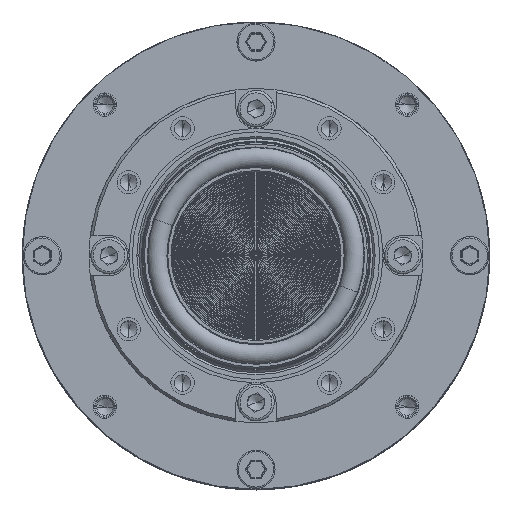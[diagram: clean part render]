
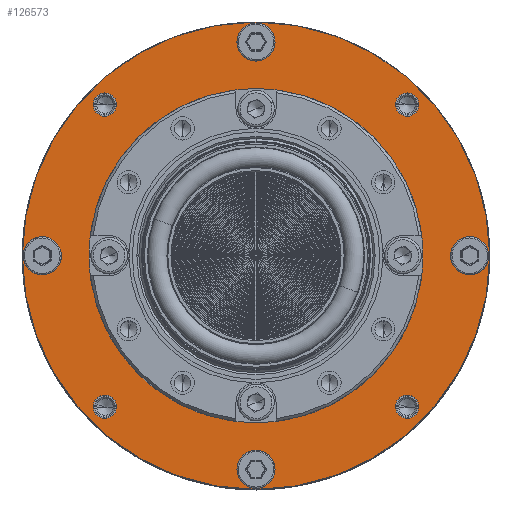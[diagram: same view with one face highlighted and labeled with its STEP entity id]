
A CAD part, top view. The second image highlights one B-rep face of the part: STEP entity #126573.
In plain terms, the highlighted planar face has unit normal (0, 0, 1).
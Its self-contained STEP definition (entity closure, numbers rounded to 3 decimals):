
#23361=CARTESIAN_POINT('',(0.,0.,28.1));
#23362=DIRECTION('',(0.,0.,-1.));
#23363=DIRECTION('',(1.,0.,0.));
#23364=AXIS2_PLACEMENT_3D('',#23361,#23362,#23363);
#23366=CARTESIAN_POINT('',(0.,0.,28.1));
#23367=DIRECTION('',(0.,0.,-1.));
#23368=DIRECTION('',(0.,-1.,0.));
#23369=AXIS2_PLACEMENT_3D('',#23366,#23367,#23368);
#23371=CARTESIAN_POINT('',(0.,0.,28.1));
#23372=DIRECTION('',(0.,0.,-1.));
#23373=DIRECTION('',(-1.,0.,0.));
#23374=AXIS2_PLACEMENT_3D('',#23371,#23372,#23373);
#23376=CARTESIAN_POINT('',(0.,0.,28.1));
#23377=DIRECTION('',(0.,0.,-1.));
#23378=DIRECTION('',(0.,1.,0.));
#23379=AXIS2_PLACEMENT_3D('',#23376,#23377,#23378);
#23381=CARTESIAN_POINT('',(-22.627,22.627,
28.1));
#23382=DIRECTION('',(0.,0.,1.));
#23383=DIRECTION('',(0.,1.,0.));
#23384=AXIS2_PLACEMENT_3D('',#23381,#23382,#23383);
#23386=CARTESIAN_POINT('',(-22.627,22.627,
28.1));
#23387=DIRECTION('',(0.,0.,1.));
#23388=DIRECTION('',(0.,-1.,0.));
#23389=AXIS2_PLACEMENT_3D('',#23386,#23387,#23388);
#23391=CARTESIAN_POINT('',(-22.627,-22.627,
28.1));
#23392=DIRECTION('',(0.,0.,1.));
#23393=DIRECTION('',(0.,1.,0.));
#23394=AXIS2_PLACEMENT_3D('',#23391,#23392,#23393);
#23396=CARTESIAN_POINT('',(-22.627,-22.627,
28.1));
#23397=DIRECTION('',(0.,0.,1.));
#23398=DIRECTION('',(0.,-1.,0.));
#23399=AXIS2_PLACEMENT_3D('',#23396,#23397,#23398);
#23401=CARTESIAN_POINT('',(22.627,-22.627,
28.1));
#23402=DIRECTION('',(0.,0.,1.));
#23403=DIRECTION('',(0.,1.,0.));
#23404=AXIS2_PLACEMENT_3D('',#23401,#23402,#23403);
#23406=CARTESIAN_POINT('',(22.627,-22.627,
28.1));
#23407=DIRECTION('',(0.,0.,1.));
#23408=DIRECTION('',(0.,-1.,0.));
#23409=AXIS2_PLACEMENT_3D('',#23406,#23407,#23408);
#23411=CARTESIAN_POINT('',(22.627,22.627,28.1));
#23412=DIRECTION('',(0.,0.,1.));
#23413=DIRECTION('',(0.,1.,0.));
#23414=AXIS2_PLACEMENT_3D('',#23411,#23412,#23413);
#23416=CARTESIAN_POINT('',(22.627,22.627,28.1));
#23417=DIRECTION('',(0.,0.,1.));
#23418=DIRECTION('',(0.,-1.,0.));
#23419=AXIS2_PLACEMENT_3D('',#23416,#23417,#23418);
#23421=CARTESIAN_POINT('',(0.,0.,28.1));
#23422=DIRECTION('',(0.,0.,1.));
#23423=DIRECTION('',(0.,1.,0.));
#23424=AXIS2_PLACEMENT_3D('',#23421,#23422,#23423);
#23426=CARTESIAN_POINT('',(0.,0.,28.1));
#23427=DIRECTION('',(0.,0.,1.));
#23428=DIRECTION('',(0.,-1.,0.));
#23429=AXIS2_PLACEMENT_3D('',#23426,#23427,#23428);
#23431=CARTESIAN_POINT('',(32.,0.,28.1));
#23432=DIRECTION('',(0.,0.,1.));
#23433=DIRECTION('',(-1.,0.,0.));
#23434=AXIS2_PLACEMENT_3D('',#23431,#23432,#23433);
#23436=CARTESIAN_POINT('',(32.,0.,28.1));
#23437=DIRECTION('',(0.,0.,1.));
#23438=DIRECTION('',(1.,0.,0.));
#23439=AXIS2_PLACEMENT_3D('',#23436,#23437,#23438);
#23441=CARTESIAN_POINT('',(0.,32.,28.1));
#23442=DIRECTION('',(0.,0.,1.));
#23443=DIRECTION('',(0.,-1.,0.));
#23444=AXIS2_PLACEMENT_3D('',#23441,#23442,#23443);
#23446=CARTESIAN_POINT('',(0.,32.,28.1));
#23447=DIRECTION('',(0.,0.,1.));
#23448=DIRECTION('',(0.,1.,0.));
#23449=AXIS2_PLACEMENT_3D('',#23446,#23447,#23448);
#23451=CARTESIAN_POINT('',(-32.,0.,28.1));
#23452=DIRECTION('',(0.,0.,1.));
#23453=DIRECTION('',(1.,0.,0.));
#23454=AXIS2_PLACEMENT_3D('',#23451,#23452,#23453);
#23456=CARTESIAN_POINT('',(-32.,0.,28.1));
#23457=DIRECTION('',(0.,0.,1.));
#23458=DIRECTION('',(-1.,0.,0.));
#23459=AXIS2_PLACEMENT_3D('',#23456,#23457,#23458);
#23461=CARTESIAN_POINT('',(0.,-32.,28.1));
#23462=DIRECTION('',(0.,0.,1.));
#23463=DIRECTION('',(0.,1.,0.));
#23464=AXIS2_PLACEMENT_3D('',#23461,#23462,#23463);
#23466=CARTESIAN_POINT('',(0.,-32.,28.1));
#23467=DIRECTION('',(0.,0.,1.));
#23468=DIRECTION('',(0.,-1.,0.));
#23469=AXIS2_PLACEMENT_3D('',#23466,#23467,#23468);
#79599=CARTESIAN_POINT('',(-35.,0.,28.1));
#79600=VERTEX_POINT('',#79599);
#79601=CARTESIAN_POINT('',(0.,-35.,28.1));
#79602=VERTEX_POINT('',#79601);
#79603=CARTESIAN_POINT('',(35.,0.,28.1));
#79604=VERTEX_POINT('',#79603);
#79609=CARTESIAN_POINT('',(0.,35.,28.1));
#79610=VERTEX_POINT('',#79609);
#79611=CARTESIAN_POINT('',(-22.627,24.377,
28.1));
#79612=CARTESIAN_POINT('',(-22.627,20.877,
28.1));
#79613=VERTEX_POINT('',#79611);
#79614=VERTEX_POINT('',#79612);
#79615=CARTESIAN_POINT('',(-22.627,-20.877,
28.1));
#79616=CARTESIAN_POINT('',(-22.627,-24.377,
28.1));
#79617=VERTEX_POINT('',#79615);
#79618=VERTEX_POINT('',#79616);
#79619=CARTESIAN_POINT('',(22.627,-20.877,
28.1));
#79620=CARTESIAN_POINT('',(22.627,-24.377,
28.1));
#79621=VERTEX_POINT('',#79619);
#79622=VERTEX_POINT('',#79620);
#79623=CARTESIAN_POINT('',(22.627,24.377,28.1));
#79624=CARTESIAN_POINT('',(22.627,20.877,28.1));
#79625=VERTEX_POINT('',#79623);
#79626=VERTEX_POINT('',#79624);
#79627=CARTESIAN_POINT('',(0.,24.5,28.1));
#79628=CARTESIAN_POINT('',(0.,-24.5,28.1));
#79629=VERTEX_POINT('',#79627);
#79630=VERTEX_POINT('',#79628);
#79631=CARTESIAN_POINT('',(29.25,0.,28.1));
#79632=CARTESIAN_POINT('',(34.75,0.,28.1));
#79633=VERTEX_POINT('',#79631);
#79634=VERTEX_POINT('',#79632);
#79635=CARTESIAN_POINT('',(0.,29.25,28.1));
#79636=CARTESIAN_POINT('',(0.,34.75,28.1));
#79637=VERTEX_POINT('',#79635);
#79638=VERTEX_POINT('',#79636);
#79639=CARTESIAN_POINT('',(-29.25,0.,28.1));
#79640=CARTESIAN_POINT('',(-34.75,0.,28.1));
#79641=VERTEX_POINT('',#79639);
#79642=VERTEX_POINT('',#79640);
#79643=CARTESIAN_POINT('',(0.,-29.25,28.1));
#79644=CARTESIAN_POINT('',(0.,-34.75,28.1));
#79645=VERTEX_POINT('',#79643);
#79646=VERTEX_POINT('',#79644);
#126508=CARTESIAN_POINT('',(0.,29.,28.1));
#126509=DIRECTION('',(0.,0.,-1.));
#126510=DIRECTION('',(0.,-1.,0.));
#126511=AXIS2_PLACEMENT_3D('',#126508,#126509,#126510);
#126512=PLANE('',#126511);
#126513=ORIENTED_EDGE('',*,*,#126459,.T.);
#126514=ORIENTED_EDGE('',*,*,#126457,.T.);
#126515=ORIENTED_EDGE('',*,*,#126493,.T.);
#126516=ORIENTED_EDGE('',*,*,#126491,.T.);
#126517=EDGE_LOOP('',(#126513,#126514,#126515,#126516));
#126518=FACE_OUTER_BOUND('',#126517,.F.);
#126520=ORIENTED_EDGE('',*,*,#126519,.T.);
#126522=ORIENTED_EDGE('',*,*,#126521,.T.);
#126523=EDGE_LOOP('',(#126520,#126522));
#126524=FACE_BOUND('',#126523,.F.);
#126526=ORIENTED_EDGE('',*,*,#126525,.T.);
#126528=ORIENTED_EDGE('',*,*,#126527,.T.);
#126529=EDGE_LOOP('',(#126526,#126528));
#126530=FACE_BOUND('',#126529,.F.);
#126532=ORIENTED_EDGE('',*,*,#126531,.T.);
#126534=ORIENTED_EDGE('',*,*,#126533,.T.);
#126535=EDGE_LOOP('',(#126532,#126534));
#126536=FACE_BOUND('',#126535,.F.);
#126538=ORIENTED_EDGE('',*,*,#126537,.T.);
#126540=ORIENTED_EDGE('',*,*,#126539,.T.);
#126541=EDGE_LOOP('',(#126538,#126540));
#126542=FACE_BOUND('',#126541,.F.);
#126544=ORIENTED_EDGE('',*,*,#126543,.T.);
#126546=ORIENTED_EDGE('',*,*,#126545,.T.);
#126547=EDGE_LOOP('',(#126544,#126546));
#126548=FACE_BOUND('',#126547,.F.);
#126550=ORIENTED_EDGE('',*,*,#126549,.T.);
#126552=ORIENTED_EDGE('',*,*,#126551,.T.);
#126553=EDGE_LOOP('',(#126550,#126552));
#126554=FACE_BOUND('',#126553,.F.);
#126556=ORIENTED_EDGE('',*,*,#126555,.T.);
#126558=ORIENTED_EDGE('',*,*,#126557,.T.);
#126559=EDGE_LOOP('',(#126556,#126558));
#126560=FACE_BOUND('',#126559,.F.);
#126562=ORIENTED_EDGE('',*,*,#126561,.T.);
#126564=ORIENTED_EDGE('',*,*,#126563,.T.);
#126565=EDGE_LOOP('',(#126562,#126564));
#126566=FACE_BOUND('',#126565,.F.);
#126568=ORIENTED_EDGE('',*,*,#126567,.T.);
#126570=ORIENTED_EDGE('',*,*,#126569,.T.);
#126571=EDGE_LOOP('',(#126568,#126570));
#126572=FACE_BOUND('',#126571,.F.);
#126573=ADVANCED_FACE('',(#126518,#126524,#126530,#126536,#126542,#126548,
#126554,#126560,#126566,#126572),#126512,.F.);
#23365=CIRCLE('',#23364,35.);
#23370=CIRCLE('',#23369,35.);
#23375=CIRCLE('',#23374,35.);
#23380=CIRCLE('',#23379,35.);
#23385=CIRCLE('',#23384,1.75);
#23390=CIRCLE('',#23389,1.75);
#23395=CIRCLE('',#23394,1.75);
#23400=CIRCLE('',#23399,1.75);
#23405=CIRCLE('',#23404,1.75);
#23410=CIRCLE('',#23409,1.75);
#23415=CIRCLE('',#23414,1.75);
#23420=CIRCLE('',#23419,1.75);
#23425=CIRCLE('',#23424,24.5);
#23430=CIRCLE('',#23429,24.5);
#23435=CIRCLE('',#23434,2.75);
#23440=CIRCLE('',#23439,2.75);
#23445=CIRCLE('',#23444,2.75);
#23450=CIRCLE('',#23449,2.75);
#23455=CIRCLE('',#23454,2.75);
#23460=CIRCLE('',#23459,2.75);
#23465=CIRCLE('',#23464,2.75);
#23470=CIRCLE('',#23469,2.75);
#126457=EDGE_CURVE('',#79602,#79600,#23370,.T.);
#126459=EDGE_CURVE('',#79604,#79602,#23365,.T.);
#126491=EDGE_CURVE('',#79610,#79604,#23380,.T.);
#126493=EDGE_CURVE('',#79600,#79610,#23375,.T.);
#126519=EDGE_CURVE('',#79613,#79614,#23385,.T.);
#126521=EDGE_CURVE('',#79614,#79613,#23390,.T.);
#126525=EDGE_CURVE('',#79617,#79618,#23395,.T.);
#126527=EDGE_CURVE('',#79618,#79617,#23400,.T.);
#126531=EDGE_CURVE('',#79621,#79622,#23405,.T.);
#126533=EDGE_CURVE('',#79622,#79621,#23410,.T.);
#126537=EDGE_CURVE('',#79625,#79626,#23415,.T.);
#126539=EDGE_CURVE('',#79626,#79625,#23420,.T.);
#126543=EDGE_CURVE('',#79629,#79630,#23425,.T.);
#126545=EDGE_CURVE('',#79630,#79629,#23430,.T.);
#126549=EDGE_CURVE('',#79633,#79634,#23435,.T.);
#126551=EDGE_CURVE('',#79634,#79633,#23440,.T.);
#126555=EDGE_CURVE('',#79637,#79638,#23445,.T.);
#126557=EDGE_CURVE('',#79638,#79637,#23450,.T.);
#126561=EDGE_CURVE('',#79641,#79642,#23455,.T.);
#126563=EDGE_CURVE('',#79642,#79641,#23460,.T.);
#126567=EDGE_CURVE('',#79645,#79646,#23465,.T.);
#126569=EDGE_CURVE('',#79646,#79645,#23470,.T.);
